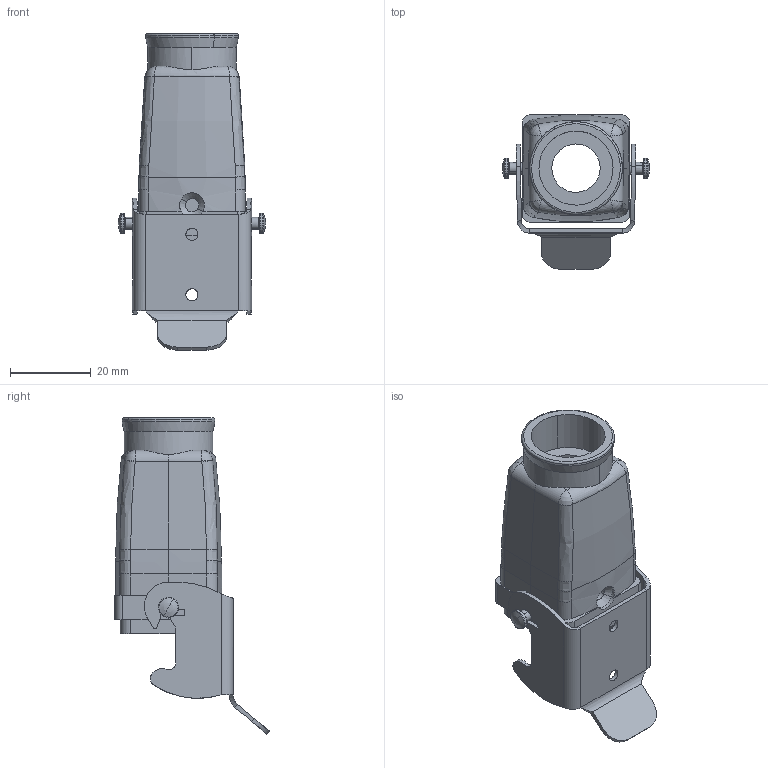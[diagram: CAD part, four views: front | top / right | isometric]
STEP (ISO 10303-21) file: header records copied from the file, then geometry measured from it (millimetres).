
FILE_DESCRIPTION(('CATIA V5 STEP Exchange','CAx-IF Rec.Pracs.--- Model Styling and Organization---1.4--- 2014-01-23'),'2;1');
FILE_NAME ('13491056_4', '2019-10-30T17:57:24+00:00', ('none'), ('Weidmueller'), 'CATIA Version 5-6 Release 2016 SP3 HF44', 'CATIA V5 STEP AP214', 'none');
FILE_SCHEMA(('AUTOMOTIVE_DESIGN { 1 0 10303 214 1 1 1 1 }'));
Length unit declared in the file: millimetre
Products named in the file (1): 1652460000
Bounding box: 36.5 x 38.35 x 78.42 mm (x, y, z)
Volume: 12152.3 mm3; surface area: 13877.2 mm2
Topology: 1 solids, 1 shells, 202 faces, 520 edges, 316 vertices
Faces by surface type: plane 77, cylinder 68, bspline 24, torus 16, cone 7, extrusion 4, sphere 4, revolution 2
Entity records: 6888 total; most frequent: CARTESIAN_POINT 2478, ORIENTED_EDGE 1024, DIRECTION 674, EDGE_CURVE 512, VERTEX_POINT 316, AXIS2_PLACEMENT_3D 290, VECTOR 243, LINE 239
